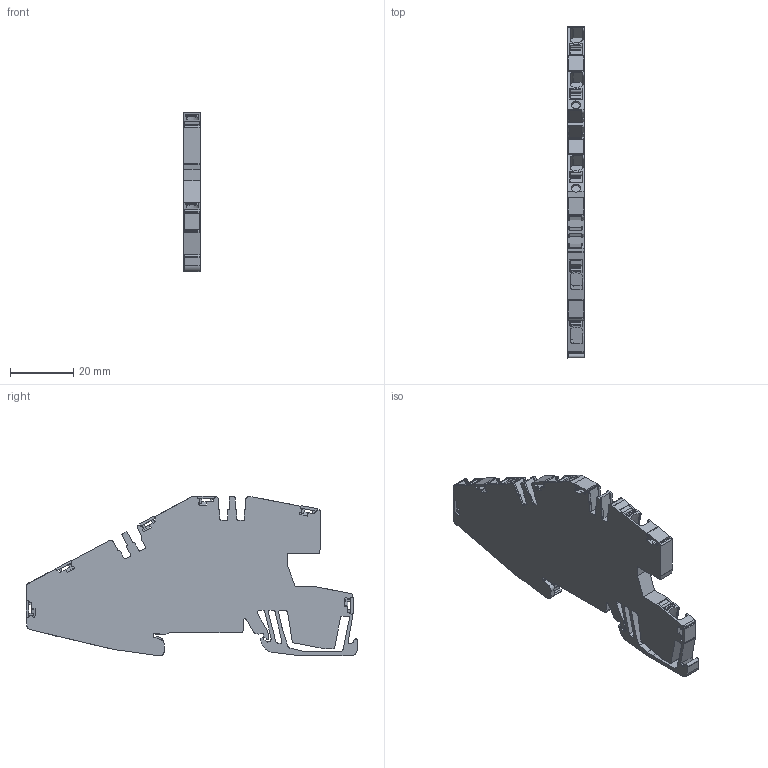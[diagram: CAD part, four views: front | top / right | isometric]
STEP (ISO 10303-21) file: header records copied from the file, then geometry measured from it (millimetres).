
FILE_DESCRIPTION(('CATIA V5 STEP Exchange','CAx-IF Rec.Pracs.--- Model Styling and Organization---1.4--- 2014-01-23'),'2;1');
FILE_NAME ('1307399-1_0', '2022-01-24T09:33:04+00:00', ('none'), ('Weidmueller'), 'CATIA Version 5-6 Release 2016 SP3 HF44', 'CATIA V5 STEP AP214', 'none');
FILE_SCHEMA(('AUTOMOTIVE_DESIGN { 1 0 10303 214 1 1 1 1 }'));
Length unit declared in the file: millimetre
Products named in the file (1): 2782600000_S
Bounding box: 5.1 x 104.83 x 50.43 mm (x, y, z)
Volume: 16184.5 mm3; surface area: 10985.6 mm2
Topology: 15 solids, 15 shells, 1167 faces, 3330 edges, 2208 vertices
Faces by surface type: plane 570, cylinder 403, extrusion 194
Entity records: 41763 total; most frequent: CARTESIAN_POINT 11465, ORIENTED_EDGE 6660, DIRECTION 4769, EDGE_CURVE 3330, VECTOR 2464, LINE 2270, VERTEX_POINT 2208, AXIS2_PLACEMENT_3D 1446
